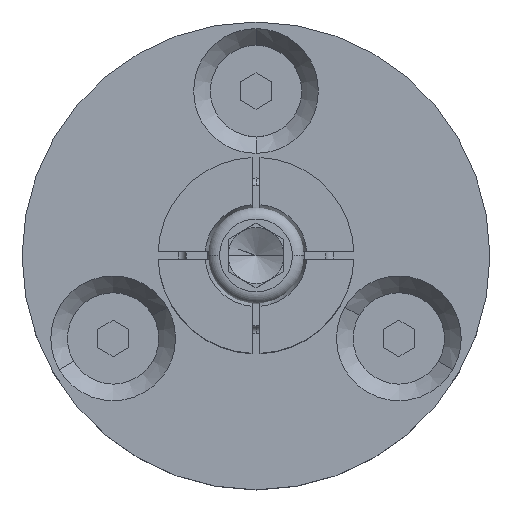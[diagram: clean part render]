
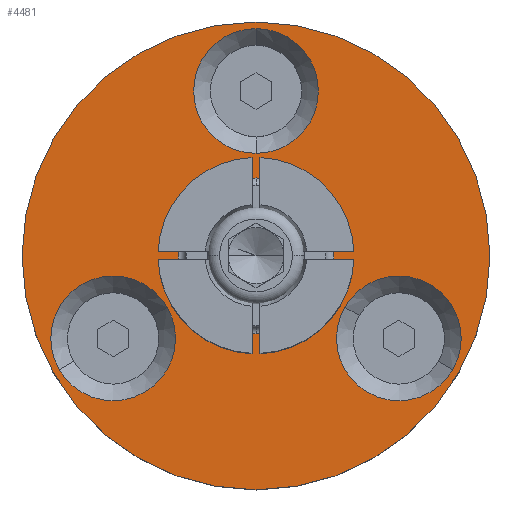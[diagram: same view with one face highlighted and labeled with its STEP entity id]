
A CAD part, top view. The second image highlights one B-rep face of the part: STEP entity #4481.
In plain terms, the highlighted planar face has unit normal (0, 0, 1).
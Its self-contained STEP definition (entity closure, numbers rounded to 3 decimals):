
#10 = CARTESIAN_POINT ( 'NONE',  ( 0., 10.478, 5.842 ) ) ;
#81 = DIRECTION ( 'NONE',  ( 0., 0., -1. ) ) ;
#211 = AXIS2_PLACEMENT_3D ( 'NONE', #4655, #1200, #3821 ) ;
#218 = CARTESIAN_POINT ( 'NONE',  ( 0., -4.953, 5.842 ) ) ;
#262 = CARTESIAN_POINT ( 'NONE',  ( 5.642, -3.258, 5.842 ) ) ;
#452 = AXIS2_PLACEMENT_3D ( 'NONE', #4427, #2082, #970 ) ;
#529 = EDGE_CURVE ( 'NONE', #2535, #692, #3124, .T. ) ;
#617 = CIRCLE ( 'NONE', #3148, 4.953 ) ;
#626 = AXIS2_PLACEMENT_3D ( 'NONE', #4420, #2174, #4840 ) ;
#635 = VERTEX_POINT ( 'NONE', #2147 ) ;
#644 = PLANE ( 'NONE',  #2368 ) ;
#692 = VERTEX_POINT ( 'NONE', #3798 ) ;
#734 = CARTESIAN_POINT ( 'NONE',  ( 0., 14.44, 5.842 ) ) ;
#737 = EDGE_LOOP ( 'NONE', ( #4022, #4512 ) ) ;
#740 = FACE_BOUND ( 'NONE', #737, .T. ) ;
#970 = DIRECTION ( 'NONE',  ( 0., -1., 0. ) ) ;
#1052 = FACE_BOUND ( 'NONE', #4503, .T. ) ;
#1094 = ORIENTED_EDGE ( 'NONE', *, *, #1975, .F. ) ;
#1196 = EDGE_CURVE ( 'NONE', #692, #2535, #4219, .T. ) ;
#1200 = DIRECTION ( 'NONE',  ( 0., 0., 1. ) ) ;
#1238 = CARTESIAN_POINT ( 'NONE',  ( 0., -14.859, 5.842 ) ) ;
#1255 = CIRCLE ( 'NONE', #626, 3.962 ) ;
#1280 = DIRECTION ( 'NONE',  ( 0., -1., 0. ) ) ;
#1301 = DIRECTION ( 'NONE',  ( 0., 0., 1. ) ) ;
#1335 = VERTEX_POINT ( 'NONE', #3190 ) ;
#1399 = FACE_BOUND ( 'NONE', #3748, .T. ) ;
#1514 = ORIENTED_EDGE ( 'NONE', *, *, #3324, .F. ) ;
#1642 = ORIENTED_EDGE ( 'NONE', *, *, #2305, .F. ) ;
#1650 = CIRCLE ( 'NONE', #2041, 4.953 ) ;
#1679 = ORIENTED_EDGE ( 'NONE', *, *, #3929, .F. ) ;
#1692 = DIRECTION ( 'NONE',  ( 0., 0., -1. ) ) ;
#1720 = DIRECTION ( 'NONE',  ( 0., 1., 0. ) ) ;
#1768 = AXIS2_PLACEMENT_3D ( 'NONE', #3162, #3920, #3344 ) ;
#1849 = DIRECTION ( 'NONE',  ( 0., -1., 0. ) ) ;
#1855 = DIRECTION ( 'NONE',  ( 0., 1., 0. ) ) ;
#1895 = VERTEX_POINT ( 'NONE', #2040 ) ;
#1900 = ORIENTED_EDGE ( 'NONE', *, *, #4272, .F. ) ;
#1944 = DIRECTION ( 'NONE',  ( 0., 1., 0. ) ) ;
#1946 = EDGE_LOOP ( 'NONE', ( #1094, #1514 ) ) ;
#1975 = EDGE_CURVE ( 'NONE', #1335, #2072, #4068, .T. ) ;
#2021 = CIRCLE ( 'NONE', #211, 3.962 ) ;
#2040 = CARTESIAN_POINT ( 'NONE',  ( 12.505, -7.22, 5.842 ) ) ;
#2041 = AXIS2_PLACEMENT_3D ( 'NONE', #2205, #3712, #1855 ) ;
#2050 = VERTEX_POINT ( 'NONE', #262 ) ;
#2072 = VERTEX_POINT ( 'NONE', #4558 ) ;
#2073 = DIRECTION ( 'NONE',  ( 0., 0., -1. ) ) ;
#2082 = DIRECTION ( 'NONE',  ( 0., 0., 1. ) ) ;
#2112 = CARTESIAN_POINT ( 'NONE',  ( 0., 0., 5.842 ) ) ;
#2137 = CARTESIAN_POINT ( 'NONE',  ( 14.859, 0., 5.842 ) ) ;
#2147 = CARTESIAN_POINT ( 'NONE',  ( 0., 14.859, 5.842 ) ) ;
#2173 = ORIENTED_EDGE ( 'NONE', *, *, #529, .F. ) ;
#2174 = DIRECTION ( 'NONE',  ( 0., 0., 1. ) ) ;
#2205 = CARTESIAN_POINT ( 'NONE',  ( 0., 0., 5.842 ) ) ;
#2305 = EDGE_CURVE ( 'NONE', #2050, #1895, #2021, .T. ) ;
#2368 = AXIS2_PLACEMENT_3D ( 'NONE', #2137, #3644, #4856 ) ;
#2535 = VERTEX_POINT ( 'NONE', #734 ) ;
#2677 = CIRCLE ( 'NONE', #3468, 14.859 ) ;
#2774 = ORIENTED_EDGE ( 'NONE', *, *, #1196, .F. ) ;
#2777 = VERTEX_POINT ( 'NONE', #1238 ) ;
#2910 = FACE_OUTER_BOUND ( 'NONE', #3800, .T. ) ;
#3075 = AXIS2_PLACEMENT_3D ( 'NONE', #4285, #1301, #1280 ) ;
#3107 = EDGE_CURVE ( 'NONE', #4086, #4238, #617, .T. ) ;
#3124 = CIRCLE ( 'NONE', #1768, 3.962 ) ;
#3148 = AXIS2_PLACEMENT_3D ( 'NONE', #3388, #81, #1944 ) ;
#3162 = CARTESIAN_POINT ( 'NONE',  ( 0., 10.478, 5.842 ) ) ;
#3190 = CARTESIAN_POINT ( 'NONE',  ( -12.505, -7.22, 5.842 ) ) ;
#3223 = DIRECTION ( 'NONE',  ( 0., 1., 0. ) ) ;
#3281 = AXIS2_PLACEMENT_3D ( 'NONE', #10, #4864, #1849 ) ;
#3296 = CIRCLE ( 'NONE', #3075, 3.962 ) ;
#3324 = EDGE_CURVE ( 'NONE', #2072, #1335, #3296, .T. ) ;
#3344 = DIRECTION ( 'NONE',  ( 0., -1., 0. ) ) ;
#3388 = CARTESIAN_POINT ( 'NONE',  ( 0., 0., 5.842 ) ) ;
#3468 = AXIS2_PLACEMENT_3D ( 'NONE', #4792, #2073, #3223 ) ;
#3644 = DIRECTION ( 'NONE',  ( 0., 0., 1. ) ) ;
#3660 = EDGE_CURVE ( 'NONE', #1895, #2050, #1255, .T. ) ;
#3712 = DIRECTION ( 'NONE',  ( 0., 0., -1. ) ) ;
#3725 = FACE_BOUND ( 'NONE', #1946, .T. ) ;
#3748 = EDGE_LOOP ( 'NONE', ( #2173, #2774 ) ) ;
#3798 = CARTESIAN_POINT ( 'NONE',  ( 0., 6.515, 5.842 ) ) ;
#3800 = EDGE_LOOP ( 'NONE', ( #1900, #1679 ) ) ;
#3821 = DIRECTION ( 'NONE',  ( 0., -1., 0. ) ) ;
#3920 = DIRECTION ( 'NONE',  ( 0., 0., 1. ) ) ;
#3929 = EDGE_CURVE ( 'NONE', #2777, #635, #2677, .T. ) ;
#3937 = CIRCLE ( 'NONE', #4492, 14.859 ) ;
#4022 = ORIENTED_EDGE ( 'NONE', *, *, #3107, .T. ) ;
#4068 = CIRCLE ( 'NONE', #452, 3.962 ) ;
#4086 = VERTEX_POINT ( 'NONE', #4441 ) ;
#4124 = EDGE_CURVE ( 'NONE', #4238, #4086, #1650, .T. ) ;
#4219 = CIRCLE ( 'NONE', #3281, 3.962 ) ;
#4238 = VERTEX_POINT ( 'NONE', #218 ) ;
#4272 = EDGE_CURVE ( 'NONE', #635, #2777, #3937, .T. ) ;
#4285 = CARTESIAN_POINT ( 'NONE',  ( -9.074, -5.239, 5.842 ) ) ;
#4420 = CARTESIAN_POINT ( 'NONE',  ( 9.074, -5.239, 5.842 ) ) ;
#4427 = CARTESIAN_POINT ( 'NONE',  ( -9.074, -5.239, 5.842 ) ) ;
#4441 = CARTESIAN_POINT ( 'NONE',  ( 0., 4.953, 5.842 ) ) ;
#4481 = ADVANCED_FACE ( 'NONE', ( #1052, #3725, #1399, #740, #2910 ), #644, .T. ) ;
#4492 = AXIS2_PLACEMENT_3D ( 'NONE', #2112, #1692, #1720 ) ;
#4503 = EDGE_LOOP ( 'NONE', ( #4725, #1642 ) ) ;
#4512 = ORIENTED_EDGE ( 'NONE', *, *, #4124, .T. ) ;
#4558 = CARTESIAN_POINT ( 'NONE',  ( -5.642, -3.258, 5.842 ) ) ;
#4655 = CARTESIAN_POINT ( 'NONE',  ( 9.074, -5.239, 5.842 ) ) ;
#4725 = ORIENTED_EDGE ( 'NONE', *, *, #3660, .F. ) ;
#4792 = CARTESIAN_POINT ( 'NONE',  ( 0., 0., 5.842 ) ) ;
#4840 = DIRECTION ( 'NONE',  ( 0., -1., 0. ) ) ;
#4856 = DIRECTION ( 'NONE',  ( 0., -1., 0. ) ) ;
#4864 = DIRECTION ( 'NONE',  ( 0., 0., 1. ) ) ;
